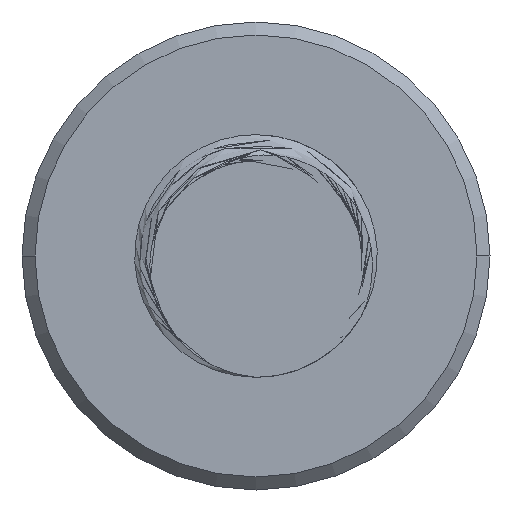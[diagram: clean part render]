
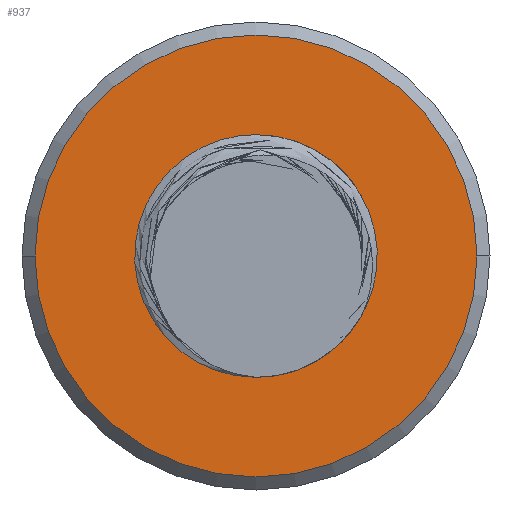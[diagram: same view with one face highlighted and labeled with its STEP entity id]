
A CAD part, front view. The second image highlights one B-rep face of the part: STEP entity #937.
In plain terms, the highlighted planar face has unit normal (0, -1, 0).
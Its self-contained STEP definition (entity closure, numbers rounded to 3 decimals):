
#29 = VERTEX_POINT ( 'NONE', #3872 ) ;
#146 = CIRCLE ( 'NONE', #1502, 1.4 ) ;
#163 = ORIENTED_EDGE ( 'NONE', *, *, #3193, .F. ) ;
#223 = CARTESIAN_POINT ( 'NONE',  ( 2.75, 0., 1.4 ) ) ;
#227 = CARTESIAN_POINT ( 'NONE',  ( 5.3, 0., 0. ) ) ;
#445 = FACE_OUTER_BOUND ( 'NONE', #2777, .T. ) ;
#493 = CARTESIAN_POINT ( 'NONE',  ( 2.703, 0., -1.162 ) ) ;
#618 = VERTEX_POINT ( 'NONE', #227 ) ;
#647 = VERTEX_POINT ( 'NONE', #223 ) ;
#650 = FACE_BOUND ( 'NONE', #863, .T. ) ;
#743 = CARTESIAN_POINT ( 'NONE',  ( 2.75, 0., 0. ) ) ;
#856 = ORIENTED_EDGE ( 'NONE', *, *, #2009, .F. ) ;
#863 = EDGE_LOOP ( 'NONE', ( #1841, #2714, #856 ) ) ;
#872 = CIRCLE ( 'NONE', #4030, 2.55 ) ;
#937 = ADVANCED_FACE ( 'NONE', ( #650, #445 ), #1783, .F. ) ;
#1053 = CARTESIAN_POINT ( 'NONE',  ( 2.84, 0., -1.174 ) ) ;
#1062 = CARTESIAN_POINT ( 'NONE',  ( 2.75, 0., 0. ) ) ;
#1074 = DIRECTION ( 'NONE',  ( 0., 0., 1. ) ) ;
#1129 = CARTESIAN_POINT ( 'NONE',  ( 3.114, 0., -1.148 ) ) ;
#1199 = CARTESIAN_POINT ( 'NONE',  ( 1.574, 0., -0.258 ) ) ;
#1251 = VERTEX_POINT ( 'NONE', #3355 ) ;
#1328 = ORIENTED_EDGE ( 'NONE', *, *, #3629, .F. ) ;
#1391 = DIRECTION ( 'NONE',  ( -1., 0., 0. ) ) ;
#1444 = CARTESIAN_POINT ( 'NONE',  ( 3.247, 0., -1.111 ) ) ;
#1486 = CARTESIAN_POINT ( 'NONE',  ( 2.613, 0., 1.388 ) ) ;
#1502 = AXIS2_PLACEMENT_3D ( 'NONE', #743, #3030, #1074 ) ;
#1645 = DIRECTION ( 'NONE',  ( 0., 1., 0. ) ) ;
#1739 = CARTESIAN_POINT ( 'NONE',  ( 3.962, 0., 0.7 ) ) ;
#1752 = AXIS2_PLACEMENT_3D ( 'NONE', #3699, #2091, #2953 ) ;
#1778 = EDGE_CURVE ( 'NONE', #1251, #3360, #3646, .T. ) ;
#1783 = PLANE ( 'NONE',  #1752 ) ;
#1841 = ORIENTED_EDGE ( 'NONE', *, *, #3642, .F. ) ;
#1866 = CARTESIAN_POINT ( 'NONE',  ( 1.519, 0., 0.15 ) ) ;
#1881 = CARTESIAN_POINT ( 'NONE',  ( 1.539, 0., -0.122 ) ) ;
#2009 = EDGE_CURVE ( 'NONE', #647, #1251, #2591, .T. ) ;
#2041 = CARTESIAN_POINT ( 'NONE',  ( 3.608, 0., -0.913 ) ) ;
#2072 = CARTESIAN_POINT ( 'NONE',  ( 3.495, 0., -0.992 ) ) ;
#2091 = DIRECTION ( 'NONE',  ( 0., 1., 0. ) ) ;
#2164 = CARTESIAN_POINT ( 'NONE',  ( 2.2, 0., -0.953 ) ) ;
#2421 = CARTESIAN_POINT ( 'NONE',  ( 3.903, 0., -0.626 ) ) ;
#2477 = CARTESIAN_POINT ( 'NONE',  ( 2.75, 0., 1.4 ) ) ;
#2591 = B_SPLINE_CURVE_WITH_KNOTS ( 'NONE', 3,
 ( #2477, #1486, #2797, #2807, #2817, #2831, #2878, #2892, #1866, #1881, #1199, #3079, #3090, #3104, #3123, #3135 ),
 .UNSPECIFIED., .F., .F.,
 ( 4, 2, 2, 2, 2, 2, 2, 4 ),
 ( 0., 0., 0.001, 0.002, 0.002, 0.002, 0.003, 0.003 ),
 .UNSPECIFIED. ) ;
#2648 = CARTESIAN_POINT ( 'NONE',  ( 4.035, 0., -0.372 ) ) ;
#2704 = CARTESIAN_POINT ( 'NONE',  ( 2.437, 0., -1.091 ) ) ;
#2714 = ORIENTED_EDGE ( 'NONE', *, *, #1778, .F. ) ;
#2777 = EDGE_LOOP ( 'NONE', ( #163, #1328 ) ) ;
#2797 = CARTESIAN_POINT ( 'NONE',  ( 2.48, 0., 1.357 ) ) ;
#2807 = CARTESIAN_POINT ( 'NONE',  ( 2.224, 0., 1.255 ) ) ;
#2817 = CARTESIAN_POINT ( 'NONE',  ( 2.106, 0., 1.186 ) ) ;
#2831 = CARTESIAN_POINT ( 'NONE',  ( 1.786, 0., 0.928 ) ) ;
#2878 = CARTESIAN_POINT ( 'NONE',  ( 1.631, 0., 0.685 ) ) ;
#2892 = CARTESIAN_POINT ( 'NONE',  ( 1.531, 0., 0.289 ) ) ;
#2953 = DIRECTION ( 'NONE',  ( -1., 0., 0. ) ) ;
#3030 = DIRECTION ( 'NONE',  ( 0., -1., 0. ) ) ;
#3038 = CARTESIAN_POINT ( 'NONE',  ( 4.1, 0., 0.035 ) ) ;
#3079 = CARTESIAN_POINT ( 'NONE',  ( 1.687, 0., -0.506 ) ) ;
#3090 = CARTESIAN_POINT ( 'NONE',  ( 1.767, 0., -0.621 ) ) ;
#3094 = CARTESIAN_POINT ( 'NONE',  ( 4.099, 0., 0.172 ) ) ;
#3104 = CARTESIAN_POINT ( 'NONE',  ( 1.959, 0., -0.815 ) ) ;
#3123 = CARTESIAN_POINT ( 'NONE',  ( 2.074, 0., -0.895 ) ) ;
#3135 = CARTESIAN_POINT ( 'NONE',  ( 2.2, 0., -0.953 ) ) ;
#3140 = CARTESIAN_POINT ( 'NONE',  ( 4.06, 0., 0.444 ) ) ;
#3193 = EDGE_CURVE ( 'NONE', #29, #618, #872, .T. ) ;
#3313 = CARTESIAN_POINT ( 'NONE',  ( 4.021, 0., 0.575 ) ) ;
#3334 = DIRECTION ( 'NONE',  ( 0., 1., 0. ) ) ;
#3355 = CARTESIAN_POINT ( 'NONE',  ( 2.2, 0., -0.953 ) ) ;
#3360 = VERTEX_POINT ( 'NONE', #1739 ) ;
#3526 = CIRCLE ( 'NONE', #3975, 2.55 ) ;
#3592 = CARTESIAN_POINT ( 'NONE',  ( 2.75, 0., 0. ) ) ;
#3629 = EDGE_CURVE ( 'NONE', #618, #29, #3526, .T. ) ;
#3642 = EDGE_CURVE ( 'NONE', #3360, #647, #146, .T. ) ;
#3646 = B_SPLINE_CURVE_WITH_KNOTS ( 'NONE', 3,
 ( #2164, #3774, #2704, #493, #1053, #1129, #1444, #2072, #2041, #2421, #2648, #3038, #3094, #3140, #3313, #3682 ),
 .UNSPECIFIED., .F., .F.,
 ( 4, 2, 2, 2, 2, 2, 2, 4 ),
 ( 0., 0., 0.001, 0.001, 0.002, 0.002, 0.003, 0.003 ),
 .UNSPECIFIED. ) ;
#3682 = CARTESIAN_POINT ( 'NONE',  ( 3.962, 0., 0.7 ) ) ;
#3699 = CARTESIAN_POINT ( 'NONE',  ( 0., 0., 0. ) ) ;
#3774 = CARTESIAN_POINT ( 'NONE',  ( 2.313, 0., -1.033 ) ) ;
#3872 = CARTESIAN_POINT ( 'NONE',  ( 0.2, 0., 0. ) ) ;
#3932 = DIRECTION ( 'NONE',  ( -1., 0., 0. ) ) ;
#3975 = AXIS2_PLACEMENT_3D ( 'NONE', #1062, #3334, #1391 ) ;
#4030 = AXIS2_PLACEMENT_3D ( 'NONE', #3592, #1645, #3932 ) ;
